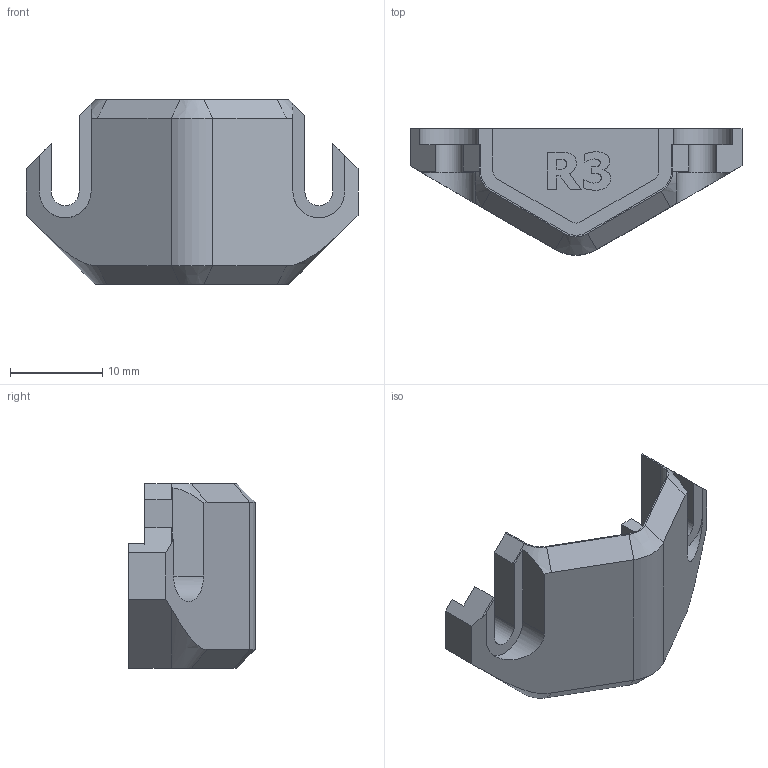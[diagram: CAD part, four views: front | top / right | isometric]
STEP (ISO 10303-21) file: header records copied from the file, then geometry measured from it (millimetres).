
FILE_DESCRIPTION(/* description */ (''),/* implementation_level */ '2;1');
FILE_NAME(/* name */ 'psu-cable-cover.stp',/* time_stamp */ '2023-12-19T12:58:20+01:00',/* author */ ('Dominik Tebich'),/* organization */ (''),/* preprocessor_version */ 'ST-DEVELOPER v19.2',/* originating_system */ 'Autodesk Inventor 2023',/* authorisation */ '');
FILE_SCHEMA (('AUTOMOTIVE_DESIGN { 1 0 10303 214 3 1 1 }'));
Length unit declared in the file: millimetre
Products named in the file (1): psu-cable-cover_R3
Bounding box: 36 x 13.74 x 20 mm (x, y, z)
Volume: 2480.4 mm3; surface area: 2286.3 mm2
Topology: 1 solids, 1 shells, 112 faces, 317 edges, 210 vertices
Faces by surface type: plane 65, bspline 27, cylinder 13, cone 7
Entity records: 3772 total; most frequent: CARTESIAN_POINT 1019, ORIENTED_EDGE 634, DIRECTION 453, EDGE_CURVE 317, LINE 217, VECTOR 217, VERTEX_POINT 210, AXIS2_PLACEMENT_3D 118
